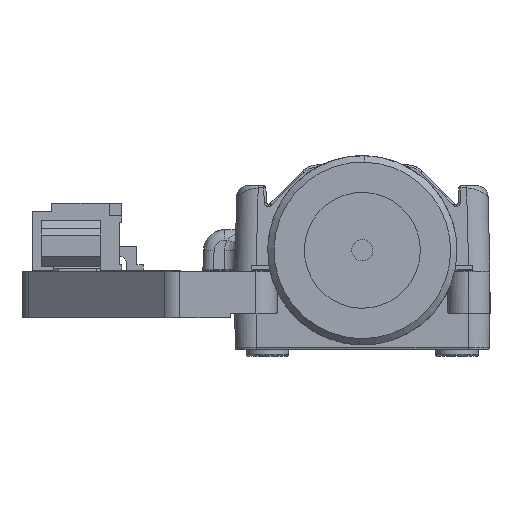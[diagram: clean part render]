
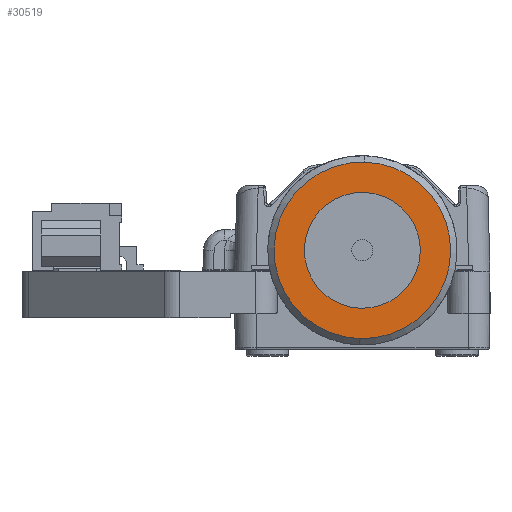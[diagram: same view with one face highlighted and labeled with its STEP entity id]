
A CAD part, left-side view. The second image highlights one B-rep face of the part: STEP entity #30519.
In plain terms, the highlighted planar face has unit normal (-1, 0, 0).
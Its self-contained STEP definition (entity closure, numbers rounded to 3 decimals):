
#1557 = FACE_OUTER_BOUND ( 'NONE', #15293, .T. ) ;
#1782 = CARTESIAN_POINT ( 'NONE',  ( -26.83, 0., 3.18 ) ) ;
#3368 = DIRECTION ( 'NONE',  ( 1., 0., 0. ) ) ;
#3394 = CARTESIAN_POINT ( 'NONE',  ( -26.83, 4.448, 3.296 ) ) ;
#5397 = DIRECTION ( 'NONE',  ( 0., 0.026, -1. ) ) ;
#6570 = EDGE_LOOP ( 'NONE', ( #11313, #35607 ) ) ;
#6992 = DIRECTION ( 'NONE',  ( 0., 0.026, -1. ) ) ;
#8949 = CARTESIAN_POINT ( 'NONE',  ( -26.83, -0.071, 5.904 ) ) ;
#8955 = CIRCLE ( 'NONE', #14785, 4.15 ) ;
#9150 = CARTESIAN_POINT ( 'NONE',  ( -26.83, 0., 3.18 ) ) ;
#11313 = ORIENTED_EDGE ( 'NONE', *, *, #43835, .T. ) ;
#11835 = CIRCLE ( 'NONE', #13921, 2.725 ) ;
#12766 = DIRECTION ( 'NONE',  ( 0., 0.026, -1. ) ) ;
#13921 = AXIS2_PLACEMENT_3D ( 'NONE', #24897, #3368, #28632 ) ;
#14785 = AXIS2_PLACEMENT_3D ( 'NONE', #1782, #27036, #5397 ) ;
#15293 = EDGE_LOOP ( 'NONE', ( #41697, #31531 ) ) ;
#16155 = CARTESIAN_POINT ( 'NONE',  ( -26.83, 0., 3.18 ) ) ;
#16693 = VERTEX_POINT ( 'NONE', #8949 ) ;
#18647 = CARTESIAN_POINT ( 'NONE',  ( -26.83, 0.071, 0.456 ) ) ;
#18824 = VERTEX_POINT ( 'NONE', #18647 ) ;
#19769 = DIRECTION ( 'NONE',  ( 0., 0.026, -1. ) ) ;
#20461 = CIRCLE ( 'NONE', #38363, 4.15 ) ;
#24897 = CARTESIAN_POINT ( 'NONE',  ( -26.83, 0., 3.18 ) ) ;
#25451 = AXIS2_PLACEMENT_3D ( 'NONE', #3394, #28657, #6992 ) ;
#27036 = DIRECTION ( 'NONE',  ( -1., 0., 0. ) ) ;
#27326 = CARTESIAN_POINT ( 'NONE',  ( -26.83, 0.109, -0.969 ) ) ;
#27849 = EDGE_CURVE ( 'NONE', #30454, #32242, #20461, .T. ) ;
#28632 = DIRECTION ( 'NONE',  ( 0., 0.026, -1. ) ) ;
#28657 = DIRECTION ( 'NONE',  ( 1., 0., 0. ) ) ;
#30454 = VERTEX_POINT ( 'NONE', #31766 ) ;
#30519 = ADVANCED_FACE ( 'NONE', ( #1557, #31616 ), #35975, .F. ) ;
#31531 = ORIENTED_EDGE ( 'NONE', *, *, #27849, .T. ) ;
#31616 = FACE_BOUND ( 'NONE', #6570, .T. ) ;
#31766 = CARTESIAN_POINT ( 'NONE',  ( -26.83, -0.109, 7.329 ) ) ;
#32242 = VERTEX_POINT ( 'NONE', #27326 ) ;
#34605 = DIRECTION ( 'NONE',  ( -1., 0., 0. ) ) ;
#35607 = ORIENTED_EDGE ( 'NONE', *, *, #36810, .T. ) ;
#35975 = PLANE ( 'NONE',  #25451 ) ;
#36810 = EDGE_CURVE ( 'NONE', #16693, #18824, #11835, .T. ) ;
#38363 = AXIS2_PLACEMENT_3D ( 'NONE', #9150, #34605, #12766 ) ;
#39964 = CIRCLE ( 'NONE', #45813, 2.725 ) ;
#41697 = ORIENTED_EDGE ( 'NONE', *, *, #45576, .T. ) ;
#41882 = DIRECTION ( 'NONE',  ( 1., 0., 0. ) ) ;
#43835 = EDGE_CURVE ( 'NONE', #18824, #16693, #39964, .T. ) ;
#45576 = EDGE_CURVE ( 'NONE', #32242, #30454, #8955, .T. ) ;
#45813 = AXIS2_PLACEMENT_3D ( 'NONE', #16155, #41882, #19769 ) ;
